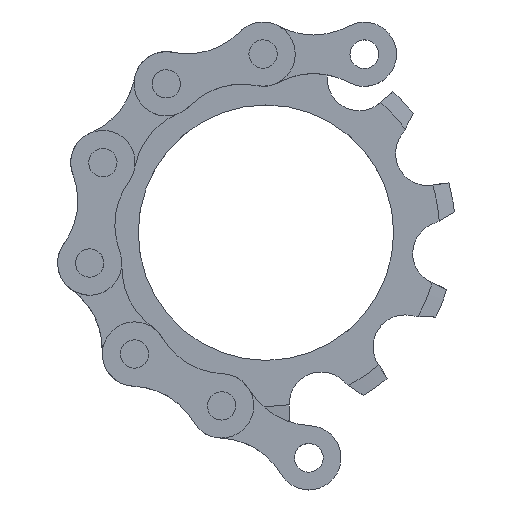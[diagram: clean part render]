
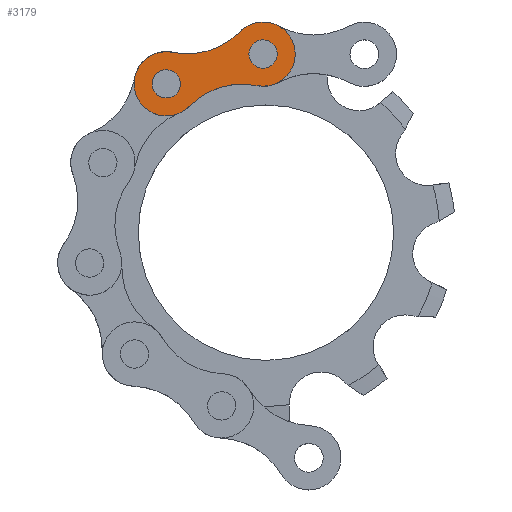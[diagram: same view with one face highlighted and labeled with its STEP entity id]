
A CAD part, top view. The second image highlights one B-rep face of the part: STEP entity #3179.
In plain terms, the highlighted planar face has unit normal (0, 0, 1).
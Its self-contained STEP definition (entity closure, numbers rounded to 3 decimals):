
#146=FACE_BOUND('',#785,.T.);
#147=FACE_BOUND('',#786,.T.);
#244=PLANE('',#3601);
#370=CIRCLE('',#3578,1.75);
#372=CIRCLE('',#3581,1.75);
#375=CIRCLE('',#3585,4.025);
#377=CIRCLE('',#3588,9.871);
#379=CIRCLE('',#3591,9.871);
#381=CIRCLE('',#3594,4.025);
#383=CIRCLE('',#3597,9.871);
#385=CIRCLE('',#3600,9.871);
#600=FACE_OUTER_BOUND('',#784,.T.);
#784=EDGE_LOOP('',(#2875,#2876,#2877,#2878,#2879,#2880));
#785=EDGE_LOOP('',(#2881));
#786=EDGE_LOOP('',(#2882));
#1556=VERTEX_POINT('',#5897);
#1558=VERTEX_POINT('',#5903);
#1562=VERTEX_POINT('',#5912);
#1563=VERTEX_POINT('',#5914);
#1565=VERTEX_POINT('',#5920);
#1567=VERTEX_POINT('',#5926);
#1569=VERTEX_POINT('',#5932);
#1571=VERTEX_POINT('',#5938);
#1992=EDGE_CURVE('',#1556,#1556,#370,.T.);
#1995=EDGE_CURVE('',#1558,#1558,#372,.T.);
#2000=EDGE_CURVE('',#1563,#1562,#375,.T.);
#2003=EDGE_CURVE('',#1565,#1563,#377,.T.);
#2006=EDGE_CURVE('',#1567,#1565,#379,.T.);
#2009=EDGE_CURVE('',#1569,#1567,#381,.T.);
#2012=EDGE_CURVE('',#1571,#1569,#383,.T.);
#2015=EDGE_CURVE('',#1562,#1571,#385,.T.);
#2875=ORIENTED_EDGE('',*,*,#2015,.T.);
#2876=ORIENTED_EDGE('',*,*,#2012,.T.);
#2877=ORIENTED_EDGE('',*,*,#2009,.T.);
#2878=ORIENTED_EDGE('',*,*,#2006,.T.);
#2879=ORIENTED_EDGE('',*,*,#2003,.T.);
#2880=ORIENTED_EDGE('',*,*,#2000,.T.);
#2881=ORIENTED_EDGE('',*,*,#1995,.T.);
#2882=ORIENTED_EDGE('',*,*,#1992,.T.);
#3179=ADVANCED_FACE('',(#600,#146,#147),#244,.T.);
#3578=AXIS2_PLACEMENT_3D('',#5898,#4368,#4369);
#3581=AXIS2_PLACEMENT_3D('',#5904,#4375,#4376);
#3585=AXIS2_PLACEMENT_3D('',#5915,#4385,#4386);
#3588=AXIS2_PLACEMENT_3D('',#5921,#4392,#4393);
#3591=AXIS2_PLACEMENT_3D('',#5927,#4399,#4400);
#3594=AXIS2_PLACEMENT_3D('',#5933,#4406,#4407);
#3597=AXIS2_PLACEMENT_3D('',#5939,#4413,#4414);
#3600=AXIS2_PLACEMENT_3D('',#5943,#4420,#4421);
#3601=AXIS2_PLACEMENT_3D('',#5944,#4422,#4423);
#4368=DIRECTION('center_axis',(0.,0.,-1.));
#4369=DIRECTION('ref_axis',(-1.,0.,0.));
#4375=DIRECTION('center_axis',(0.,0.,-1.));
#4376=DIRECTION('ref_axis',(-1.,0.,0.));
#4385=DIRECTION('center_axis',(0.,0.,1.));
#4386=DIRECTION('ref_axis',(1.,0.,0.));
#4392=DIRECTION('center_axis',(0.,0.,-1.));
#4393=DIRECTION('ref_axis',(0.469,0.883,0.));
#4399=DIRECTION('center_axis',(0.,0.,-1.));
#4400=DIRECTION('ref_axis',(-0.018,1.,0.));
#4406=DIRECTION('center_axis',(0.,0.,1.));
#4407=DIRECTION('ref_axis',(1.,0.,0.));
#4413=DIRECTION('center_axis',(0.,0.,-1.));
#4414=DIRECTION('ref_axis',(-0.469,-0.883,0.));
#4420=DIRECTION('center_axis',(0.,0.,-1.));
#4421=DIRECTION('ref_axis',(0.018,-1.,0.));
#4422=DIRECTION('center_axis',(0.,0.,1.));
#4423=DIRECTION('ref_axis',(1.,0.,0.));
#5897=CARTESIAN_POINT('',(-10.236,0.974,1.));
#5898=CARTESIAN_POINT('Origin',(-11.986,0.974,1.));
#5903=CARTESIAN_POINT('',(2.464,0.974,1.));
#5904=CARTESIAN_POINT('Origin',(0.714,0.974,1.));
#5912=CARTESIAN_POINT('',(-10.096,-2.58,1.));
#5914=CARTESIAN_POINT('',(-10.096,4.528,1.));
#5915=CARTESIAN_POINT('Origin',(-11.986,0.974,1.));
#5920=CARTESIAN_POINT('',(-5.636,3.374,1.));
#5921=CARTESIAN_POINT('Origin',(-5.462,13.243,1.));
#5926=CARTESIAN_POINT('',(-1.175,4.528,1.));
#5927=CARTESIAN_POINT('Origin',(-5.809,13.243,1.));
#5932=CARTESIAN_POINT('',(-1.175,-2.58,1.));
#5933=CARTESIAN_POINT('Origin',(0.714,0.974,1.));
#5938=CARTESIAN_POINT('',(-5.636,-1.426,1.));
#5939=CARTESIAN_POINT('Origin',(-5.809,-11.295,1.));
#5943=CARTESIAN_POINT('Origin',(-5.462,-11.295,1.));
#5944=CARTESIAN_POINT('Origin',(-5.636,0.974,1.));
